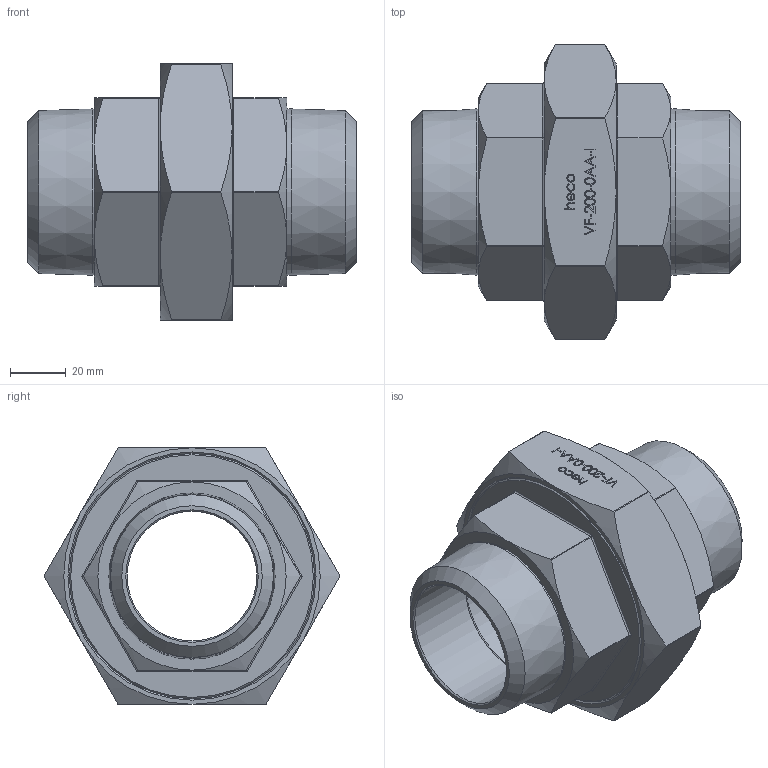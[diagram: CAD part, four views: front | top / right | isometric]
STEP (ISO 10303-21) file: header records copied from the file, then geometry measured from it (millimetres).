
FILE_DESCRIPTION (( 'STEP AP214' ), '1' );
FILE_NAME ('heco_VF-200-0AA-I.STEP', '2016-07-06T08:17:23', ( '' ), ( '' ), 'SwSTEP 2.0', 'SolidWorks 2011', '' );
FILE_SCHEMA (( 'AUTOMOTIVE_DESIGN' ));
Length unit declared in the file: millimetre
Products named in the file (1): heco_VF-200-0AA-I
Bounding box: 118 x 106.14 x 92.05 mm (x, y, z)
Volume: 268421.1 mm3; surface area: 54984.4 mm2
Topology: 1 solids, 1 shells, 278 faces, 676 edges, 419 vertices
Faces by surface type: plane 125, bspline 80, cylinder 38, cone 34, torus 1
Full cylindrical faces by diameter (mm): 46.5 x2, 50.5 x1, 59.614 x2, 86 x1, 87.4 x1, 88 x1
Entity records: 14105 total; most frequent: CARTESIAN_POINT 6709, ORIENTED_EDGE 1288, DIRECTION 848, EDGE_CURVE 644, VERTEX_POINT 418, LINE 350, VECTOR 350, EDGE_LOOP 330
